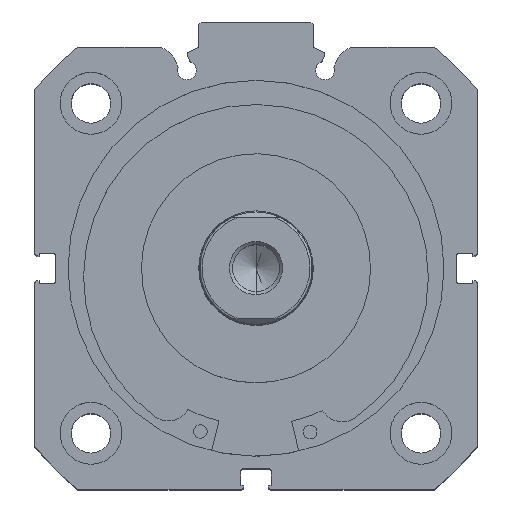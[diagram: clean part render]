
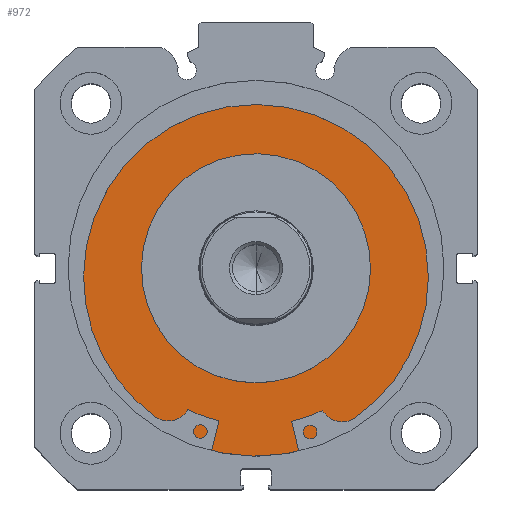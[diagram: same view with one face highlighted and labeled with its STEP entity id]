
A CAD part, top view. The second image highlights one B-rep face of the part: STEP entity #972.
In plain terms, the highlighted face is planar.
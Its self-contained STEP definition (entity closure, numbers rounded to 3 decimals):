
#337 = DIRECTION ( 'NONE',  ( 0., 0., -1. ) ) ;
#338 = DIRECTION ( 'NONE',  ( 1., 0., 0. ) ) ;
#347 = PLANE ( 'NONE',  #557 ) ;
#350 = CARTESIAN_POINT ( 'NONE',  ( 4., 41., 0. ) ) ;
#557 = AXIS2_PLACEMENT_3D ( 'NONE', #350, #338, #337 ) ;
#837 = AXIS2_PLACEMENT_3D ( 'NONE', #2709, #2710, #2711 ) ;
#852 = AXIS2_PLACEMENT_3D ( 'NONE', #2702, #2703, #2705 ) ;
#862 = AXIS2_PLACEMENT_3D ( 'NONE', #3173, #3180, #3181 ) ;
#884 = AXIS2_PLACEMENT_3D ( 'NONE', #3351, #3357, #3359 ) ;
#972 = ADVANCED_FACE ( 'NONE', ( #5378, #5389 ), #347, .F. ) ;
#1738 = CIRCLE ( 'NONE', #852, 41. ) ;
#1741 = CIRCLE ( 'NONE', #837, 25. ) ;
#1751 = CIRCLE ( 'NONE', #862, 41. ) ;
#1822 = CIRCLE ( 'NONE', #884, 25. ) ;
#2702 = CARTESIAN_POINT ( 'NONE',  ( 4., 0., 0. ) ) ;
#2703 = DIRECTION ( 'NONE',  ( -1., 0., 0. ) ) ;
#2705 = DIRECTION ( 'NONE',  ( 0., 0., 1. ) ) ;
#2709 = CARTESIAN_POINT ( 'NONE',  ( 4., 0., 0. ) ) ;
#2710 = DIRECTION ( 'NONE',  ( -1., 0., 0. ) ) ;
#2711 = DIRECTION ( 'NONE',  ( 0., 0., 1. ) ) ;
#2949 = CARTESIAN_POINT ( 'NONE',  ( 4., 0., -25. ) ) ;
#2976 = CARTESIAN_POINT ( 'NONE',  ( 4., 0., -41. ) ) ;
#3019 = CARTESIAN_POINT ( 'NONE',  ( 4., 0., 25. ) ) ;
#3040 = CARTESIAN_POINT ( 'NONE',  ( 4., 0., 41. ) ) ;
#3173 = CARTESIAN_POINT ( 'NONE',  ( 4., 0., 0. ) ) ;
#3180 = DIRECTION ( 'NONE',  ( -1., 0., 0. ) ) ;
#3181 = DIRECTION ( 'NONE',  ( 0., 0., 1. ) ) ;
#3351 = CARTESIAN_POINT ( 'NONE',  ( 4., 0., 0. ) ) ;
#3357 = DIRECTION ( 'NONE',  ( -1., 0., 0. ) ) ;
#3359 = DIRECTION ( 'NONE',  ( 0., 0., 1. ) ) ;
#3693 = EDGE_CURVE ( 'NONE', #4097, #4014, #1738, .T. ) ;
#3695 = EDGE_CURVE ( 'NONE', #3985, #4071, #1741, .T. ) ;
#3985 = VERTEX_POINT ( 'NONE', #2949 ) ;
#4014 = VERTEX_POINT ( 'NONE', #2976 ) ;
#4071 = VERTEX_POINT ( 'NONE', #3019 ) ;
#4097 = VERTEX_POINT ( 'NONE', #3040 ) ;
#4233 = EDGE_CURVE ( 'NONE', #4014, #4097, #1751, .T. ) ;
#4283 = EDGE_CURVE ( 'NONE', #4071, #3985, #1822, .T. ) ;
#4638 = EDGE_LOOP ( 'NONE', ( #4745, #4715 ) ) ;
#4657 = EDGE_LOOP ( 'NONE', ( #4732, #4767 ) ) ;
#4715 = ORIENTED_EDGE ( 'NONE', *, *, #3695, .F. ) ;
#4732 = ORIENTED_EDGE ( 'NONE', *, *, #3693, .T. ) ;
#4745 = ORIENTED_EDGE ( 'NONE', *, *, #4283, .F. ) ;
#4767 = ORIENTED_EDGE ( 'NONE', *, *, #4233, .T. ) ;
#5378 = FACE_BOUND ( 'NONE', #4638, .T. ) ;
#5389 = FACE_OUTER_BOUND ( 'NONE', #4657, .T. ) ;
